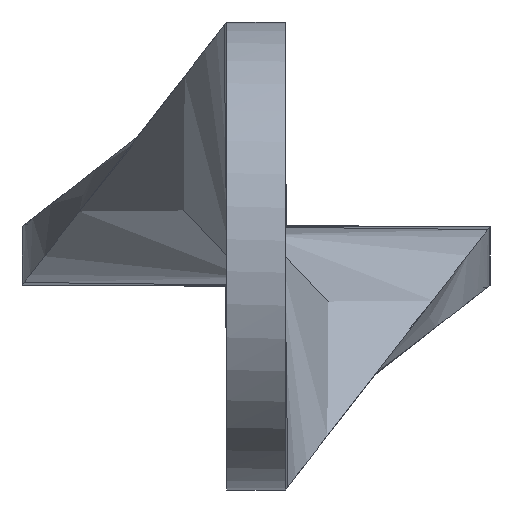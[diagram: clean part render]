
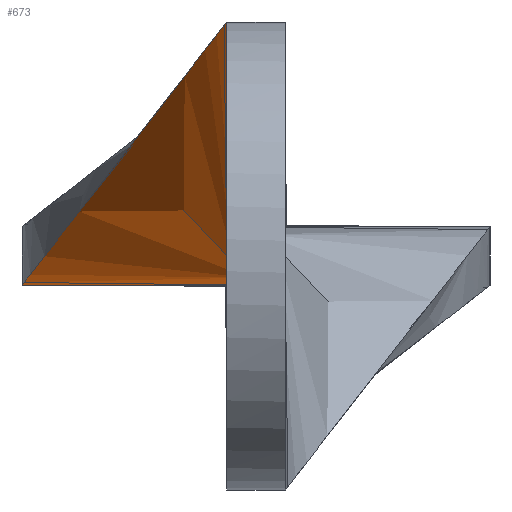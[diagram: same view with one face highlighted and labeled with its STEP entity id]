
A CAD part, left-side view. The second image highlights one B-rep face of the part: STEP entity #673.
In plain terms, the highlighted free-form (B-spline) face has degree [3, 3] with [5, 4] control points.
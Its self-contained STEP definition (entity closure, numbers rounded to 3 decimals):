
#524 = VERTEX_POINT('',#525);
#525 = CARTESIAN_POINT('',(-37.063,-18.532,
    -2.316));
#552 = VERTEX_POINT('',#553);
#553 = CARTESIAN_POINT('',(-37.063,18.532,
    -2.316));
#661 = EDGE_CURVE('',#552,#524,#662,.T.);
#662 = B_SPLINE_CURVE_WITH_KNOTS('',1,(#663,#664),.UNSPECIFIED.,.F.,.F.,
  (2,2),(-12.7,12.7),.PIECEWISE_BEZIER_KNOTS.);
#663 = CARTESIAN_POINT('',(-37.063,18.532,
    -2.316));
#664 = CARTESIAN_POINT('',(-37.063,-18.532,
    -2.316));
#673 = ADVANCED_FACE('',(#674),#700,.T.);
#674 = FACE_BOUND('',#675,.T.);
#675 = EDGE_LOOP('',(#676,#685,#692,#693));
#676 = ORIENTED_EDGE('',*,*,#677,.F.);
#677 = EDGE_CURVE('',#678,#680,#682,.T.);
#678 = VERTEX_POINT('',#679);
#679 = CARTESIAN_POINT('',(-92.658,2.316,
    18.532));
#680 = VERTEX_POINT('',#681);
#681 = CARTESIAN_POINT('',(-92.658,2.316,-18.532
    ));
#682 = B_SPLINE_CURVE_WITH_KNOTS('',1,(#683,#684),.UNSPECIFIED.,.F.,.F.,
  (2,2),(-25.4,-0.),.PIECEWISE_BEZIER_KNOTS.);
#683 = CARTESIAN_POINT('',(-92.658,2.316,
    18.532));
#684 = CARTESIAN_POINT('',(-92.658,2.316,-18.532
    ));
#685 = ORIENTED_EDGE('',*,*,#686,.T.);
#686 = EDGE_CURVE('',#678,#552,#687,.T.);
#687 = B_SPLINE_CURVE_WITH_KNOTS('',3,(#688,#689,#690,#691),
  .UNSPECIFIED.,.F.,.F.,(4,4),(0.,1.),.PIECEWISE_BEZIER_KNOTS.);
#688 = CARTESIAN_POINT('',(-92.658,2.316,
    18.532));
#689 = CARTESIAN_POINT('',(-72.935,2.316,
    18.532));
#690 = CARTESIAN_POINT('',(-56.786,18.532,
    -2.316));
#691 = CARTESIAN_POINT('',(-37.063,18.532,
    -2.316));
#692 = ORIENTED_EDGE('',*,*,#661,.T.);
#693 = ORIENTED_EDGE('',*,*,#694,.T.);
#694 = EDGE_CURVE('',#524,#680,#695,.T.);
#695 = B_SPLINE_CURVE_WITH_KNOTS('',3,(#696,#697,#698,#699),
  .UNSPECIFIED.,.F.,.F.,(4,4),(0.,1.),.PIECEWISE_BEZIER_KNOTS.);
#696 = CARTESIAN_POINT('',(-37.063,-18.532,
    -2.316));
#697 = CARTESIAN_POINT('',(-56.786,-18.532,-2.316
    ));
#698 = CARTESIAN_POINT('',(-72.935,2.316,-18.532
    ));
#699 = CARTESIAN_POINT('',(-92.658,2.316,-18.532
    ));
#700 = B_SPLINE_SURFACE_WITH_KNOTS('',3,3,(
    (#701,#702,#703,#704)
    ,(#705,#706,#707,#708)
    ,(#709,#710,#711,#712)
    ,(#713,#714,#715,#716)
    ,(#717,#718,#719,#720
    )),.UNSPECIFIED.,.F.,.F.,.F.,(4,1,4),(4,4),(0.,0.5,1.),(0.,1.),
  .UNSPECIFIED.);
#701 = CARTESIAN_POINT('',(-92.658,2.316,-18.532
    ));
#702 = CARTESIAN_POINT('',(-72.935,2.316,-18.532
    ));
#703 = CARTESIAN_POINT('',(-56.786,-18.532,-2.316
    ));
#704 = CARTESIAN_POINT('',(-37.063,-18.532,
    -2.316));
#705 = CARTESIAN_POINT('',(-92.658,2.316,-12.354
    ));
#706 = CARTESIAN_POINT('',(-73.521,2.316,-12.354
    ));
#707 = CARTESIAN_POINT('',(-56.2,-12.354,
    -2.316));
#708 = CARTESIAN_POINT('',(-37.063,-12.354,
    -2.316));
#709 = CARTESIAN_POINT('',(-92.658,2.316,
    0.));
#710 = CARTESIAN_POINT('',(-74.693,2.316,
    0.));
#711 = CARTESIAN_POINT('',(-55.028,0.,
    -2.316));
#712 = CARTESIAN_POINT('',(-37.063,0.,-2.316));
#713 = CARTESIAN_POINT('',(-92.658,2.316,
    12.354));
#714 = CARTESIAN_POINT('',(-73.521,2.316,
    12.354));
#715 = CARTESIAN_POINT('',(-56.2,12.354,
    -2.316));
#716 = CARTESIAN_POINT('',(-37.063,12.354,
    -2.316));
#717 = CARTESIAN_POINT('',(-92.658,2.316,
    18.532));
#718 = CARTESIAN_POINT('',(-72.935,2.316,
    18.532));
#719 = CARTESIAN_POINT('',(-56.786,18.532,
    -2.316));
#720 = CARTESIAN_POINT('',(-37.063,18.532,
    -2.316));
